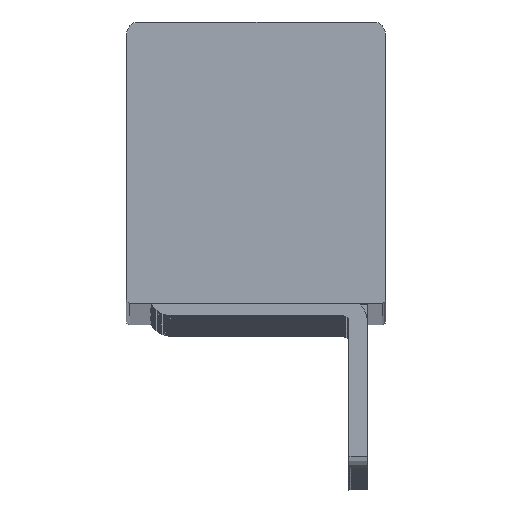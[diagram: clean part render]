
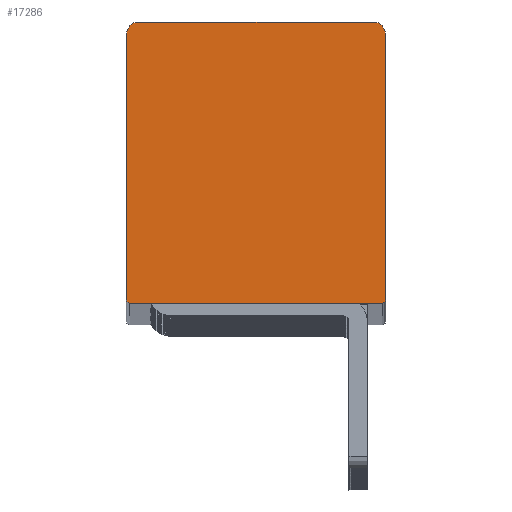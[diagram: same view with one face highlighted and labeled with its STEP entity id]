
A CAD part, top view. The second image highlights one B-rep face of the part: STEP entity #17286.
In plain terms, the highlighted planar face has unit normal (0, 0, 1).
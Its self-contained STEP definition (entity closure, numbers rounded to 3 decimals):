
#17211=CARTESIAN_POINT('',(6804.021,6177.893,90.0));
#17212=DIRECTION('',(0.0,0.0,1.0));
#17213=DIRECTION('',(1.0,0.0,0.0));
#17214=AXIS2_PLACEMENT_3D('',#17211,#17212,#17213);
#17215=PLANE('',#17214);
#17216=CARTESIAN_POINT('',(6907.021,6046.407,90.0));
#17217=VERTEX_POINT('',#17216);
#17218=CARTESIAN_POINT('',(6701.021,6046.407,90.0));
#17219=VERTEX_POINT('',#17218);
#17220=CARTESIAN_POINT('',(6907.021,6046.407,90.0));
#17221=DIRECTION('',(-1.0,0.,0.0));
#17222=VECTOR('',#17221,206.);
#17223=LINE('',#17220,#17222);
#17224=EDGE_CURVE('',#17217,#17219,#17223,.T.);
#17225=ORIENTED_EDGE('',*,*,#17224,.F.);
#17226=CARTESIAN_POINT('',(6910.021,6049.407,90.0));
#17227=VERTEX_POINT('',#17226);
#17228=CARTESIAN_POINT('',(6907.021,6049.407,90.0));
#17229=DIRECTION('',(0.0,0.0,-1.0));
#17230=DIRECTION('',(0.,-1.0,0.0));
#17231=AXIS2_PLACEMENT_3D('',#17228,#17229,#17230);
#17232=CIRCLE('',#17231,3.0);
#17233=EDGE_CURVE('',#17227,#17217,#17232,.T.);
#17234=ORIENTED_EDGE('',*,*,#17233,.F.);
#17235=CARTESIAN_POINT('',(6910.021,6266.407,90.0));
#17236=VERTEX_POINT('',#17235);
#17237=CARTESIAN_POINT('',(6910.021,6266.407,90.0));
#17238=DIRECTION('',(0.,-1.0,0.0));
#17239=VECTOR('',#17238,217.);
#17240=LINE('',#17237,#17239);
#17241=EDGE_CURVE('',#17236,#17227,#17240,.T.);
#17242=ORIENTED_EDGE('',*,*,#17241,.F.);
#17243=CARTESIAN_POINT('',(6900.021,6276.407,90.0));
#17244=VERTEX_POINT('',#17243);
#17245=CARTESIAN_POINT('',(6900.021,6266.407,90.0));
#17246=DIRECTION('',(0.0,0.0,-1.0));
#17247=DIRECTION('',(1.0,0.,0.0));
#17248=AXIS2_PLACEMENT_3D('',#17245,#17246,#17247);
#17249=CIRCLE('',#17248,10.0);
#17250=EDGE_CURVE('',#17244,#17236,#17249,.T.);
#17251=ORIENTED_EDGE('',*,*,#17250,.F.);
#17252=CARTESIAN_POINT('',(6708.021,6276.407,90.0));
#17253=VERTEX_POINT('',#17252);
#17254=CARTESIAN_POINT('',(6708.021,6276.407,90.0));
#17255=DIRECTION('',(1.0,0.,0.0));
#17256=VECTOR('',#17255,192.);
#17257=LINE('',#17254,#17256);
#17258=EDGE_CURVE('',#17253,#17244,#17257,.T.);
#17259=ORIENTED_EDGE('',*,*,#17258,.F.);
#17260=CARTESIAN_POINT('',(6698.021,6266.407,90.0));
#17261=VERTEX_POINT('',#17260);
#17262=CARTESIAN_POINT('',(6708.021,6266.407,90.0));
#17263=DIRECTION('',(0.0,0.0,-1.0));
#17264=DIRECTION('',(0.0,1.0,0.0));
#17265=AXIS2_PLACEMENT_3D('',#17262,#17263,#17264);
#17266=CIRCLE('',#17265,10.0);
#17267=EDGE_CURVE('',#17261,#17253,#17266,.T.);
#17268=ORIENTED_EDGE('',*,*,#17267,.F.);
#17269=CARTESIAN_POINT('',(6698.021,6049.407,90.0));
#17270=VERTEX_POINT('',#17269);
#17271=CARTESIAN_POINT('',(6698.021,6049.407,90.0));
#17272=DIRECTION('',(0.,1.0,0.0));
#17273=VECTOR('',#17272,217.);
#17274=LINE('',#17271,#17273);
#17275=EDGE_CURVE('',#17270,#17261,#17274,.T.);
#17276=ORIENTED_EDGE('',*,*,#17275,.F.);
#17277=CARTESIAN_POINT('',(6701.021,6049.407,90.0));
#17278=DIRECTION('',(0.0,0.0,-1.0));
#17279=DIRECTION('',(-1.0,0.,0.0));
#17280=AXIS2_PLACEMENT_3D('',#17277,#17278,#17279);
#17281=CIRCLE('',#17280,3.0);
#17282=EDGE_CURVE('',#17219,#17270,#17281,.T.);
#17283=ORIENTED_EDGE('',*,*,#17282,.F.);
#17284=EDGE_LOOP('',(#17225,#17234,#17242,#17251,#17259,#17268,#17276,#17283));
#17285=FACE_OUTER_BOUND('',#17284,.T.);
#17286=ADVANCED_FACE('',(#17285),#17215,.T.);
